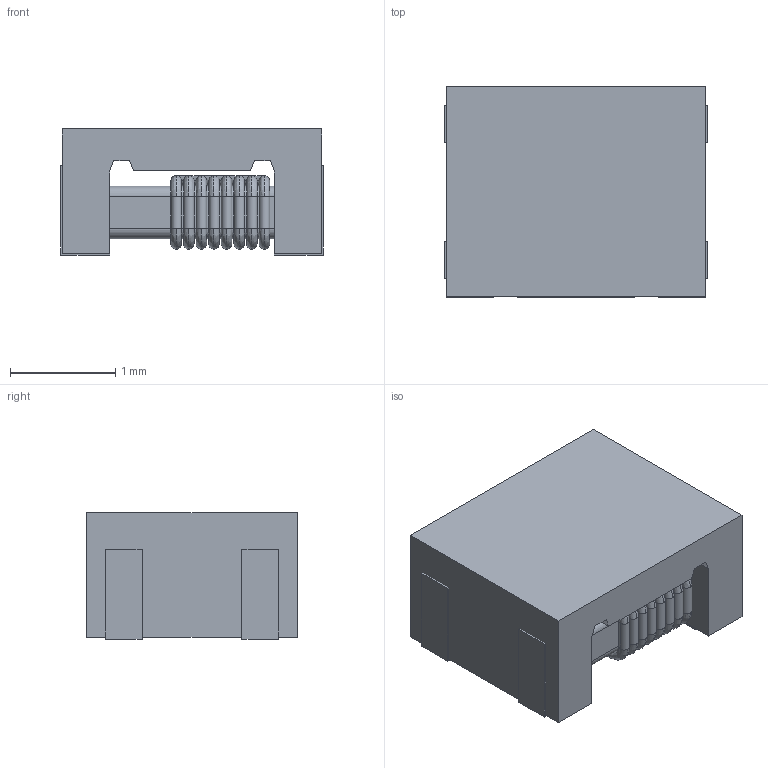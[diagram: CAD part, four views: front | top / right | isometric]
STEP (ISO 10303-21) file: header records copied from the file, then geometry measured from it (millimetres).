
FILE_DESCRIPTION (( 'STEP AP214' ), '1' );
FILE_NAME ('User Library-acm2520_4PIN.STEP', '2020-12-18T08:40:07', ( '' ), ( '' ), 'SwSTEP 2.0', 'SolidWorks 2020', '' );
FILE_SCHEMA (( 'AUTOMOTIVE_DESIGN' ));
Length unit declared in the file: millimetre
Products named in the file (1): User Library-acm2520_4PIN
Bounding box: 2.5 x 2 x 1.2 mm (x, y, z)
Volume: 4.8 mm3; surface area: 44.3 mm2
Topology: 7 solids, 7 shells, 196 faces, 514 edges, 332 vertices
Faces by surface type: plane 66, cylinder 66, bspline 64
Entity records: 8886 total; most frequent: CARTESIAN_POINT 4319, ORIENTED_EDGE 1028, DIRECTION 824, EDGE_CURVE 514, VERTEX_POINT 332, AXIS2_PLACEMENT_3D 301, LINE 222, VECTOR 222
